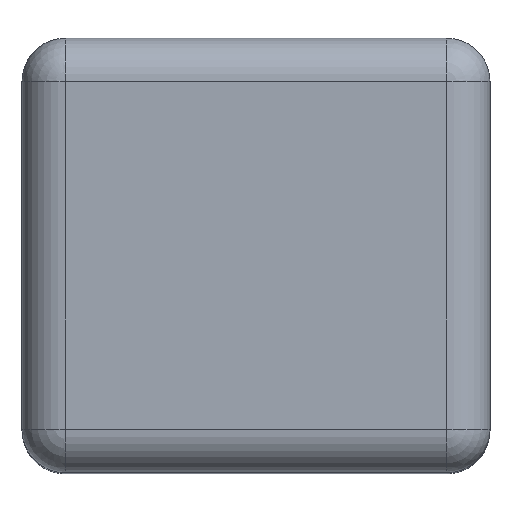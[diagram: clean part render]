
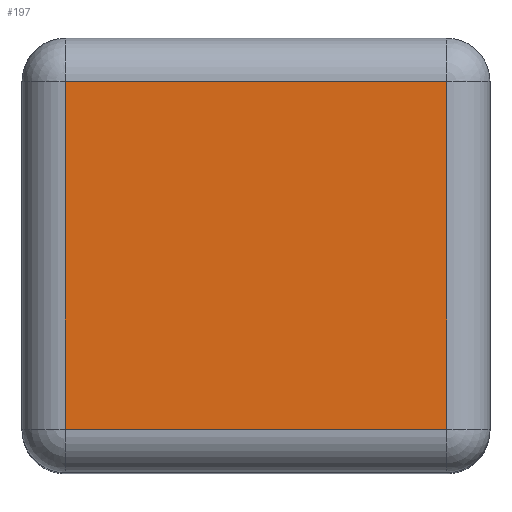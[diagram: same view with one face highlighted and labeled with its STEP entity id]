
A CAD part, top view. The second image highlights one B-rep face of the part: STEP entity #197.
In plain terms, the highlighted planar face has unit normal (0, 0, 1).
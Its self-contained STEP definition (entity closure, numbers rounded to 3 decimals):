
#12=DIRECTION('',(0.,0.,1.));
#33=VECTOR('',#34,1.);
#34=DIRECTION('',(0.,1.,0.));
#45=DIRECTION('',(1.,0.,0.));
#77=VERTEX_POINT('',#78);
#78=CARTESIAN_POINT('',(-0.35,-2.6,10.));
#83=EDGE_CURVE('',#77,#84,#86,.T.);
#84=VERTEX_POINT('',#85);
#85=CARTESIAN_POINT('',(-0.35,2.6,10.));
#86=LINE('',#78,#33);
#103=VECTOR('',#45,1.);
#189=VECTOR('',#190,1.);
#190=DIRECTION('',(-1.,-0.,-0.));
#197=ADVANCED_FACE('',(#198),#216,.T.);
#198=FACE_BOUND('',#199,.T.);
#199=EDGE_LOOP('',(#200,#201,#206,#213));
#200=ORIENTED_EDGE('',*,*,#83,.F.);
#201=ORIENTED_EDGE('',*,*,#202,.F.);
#202=EDGE_CURVE('',#203,#77,#205,.T.);
#203=VERTEX_POINT('',#204);
#204=CARTESIAN_POINT('',(5.35,-2.6,10.));
#205=LINE('',#204,#189);
#206=ORIENTED_EDGE('',*,*,#207,.F.);
#207=EDGE_CURVE('',#208,#203,#210,.T.);
#208=VERTEX_POINT('',#209);
#209=CARTESIAN_POINT('',(5.35,2.6,10.));
#210=LINE('',#209,#211);
#211=VECTOR('',#212,1.);
#212=DIRECTION('',(-0.,-1.,-0.));
#213=ORIENTED_EDGE('',*,*,#214,.F.);
#214=EDGE_CURVE('',#84,#208,#215,.T.);
#215=LINE('',#85,#103);
#216=PLANE('',#217);
#217=AXIS2_PLACEMENT_3D('',#218,#12,#45);
#218=CARTESIAN_POINT('',(-1.,-3.25,10.));
